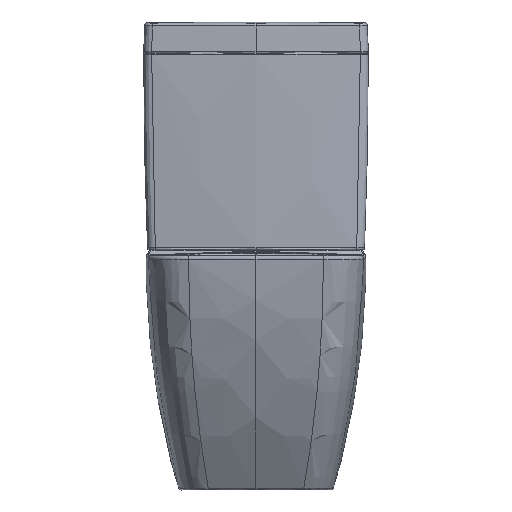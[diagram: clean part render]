
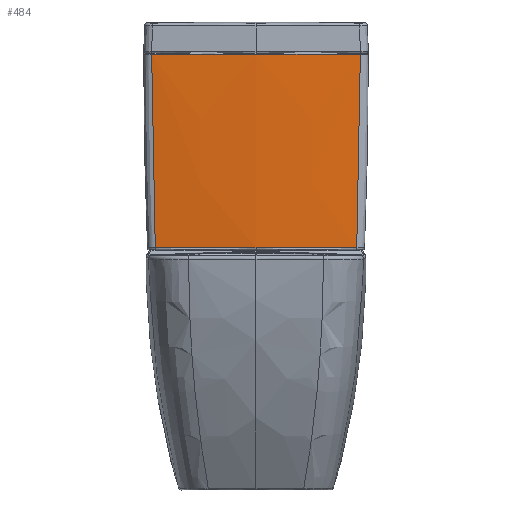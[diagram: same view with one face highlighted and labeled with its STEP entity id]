
A CAD part, front view. The second image highlights one B-rep face of the part: STEP entity #484.
In plain terms, the highlighted free-form (B-spline) face has degree [3, 3] with [4, 7] control points.
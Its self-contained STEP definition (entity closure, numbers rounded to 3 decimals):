
#242=B_SPLINE_SURFACE_WITH_KNOTS('',3,3,((#36361,#36362,#36363,#36364,#36365,
#36366,#36367),(#36368,#36369,#36370,#36371,#36372,#36373,#36374),(#36375,
#36376,#36377,#36378,#36379,#36380,#36381),(#36382,#36383,#36384,#36385,
#36386,#36387,#36388)),.UNSPECIFIED.,.F.,.F.,.F.,(4,4),(4,1,1,1,4),(0.,
1.),(0.,0.25,0.5,0.75,1.),.UNSPECIFIED.);
#484=ADVANCED_FACE('',(#829),#242,.F.);
#829=FACE_OUTER_BOUND('',#1090,.T.);
#1090=EDGE_LOOP('',(#2445,#2446,#2447,#2448,#2449));
#2445=ORIENTED_EDGE('',*,*,#3456,.T.);
#2446=ORIENTED_EDGE('',*,*,#3457,.T.);
#2447=ORIENTED_EDGE('',*,*,#3458,.T.);
#2448=ORIENTED_EDGE('',*,*,#3460,.T.);
#2449=ORIENTED_EDGE('',*,*,#3461,.T.);
#2745=VERTEX_POINT('',#33979);
#2746=VERTEX_POINT('',#34000);
#2843=VERTEX_POINT('',#36151);
#2844=VERTEX_POINT('',#36198);
#2845=VERTEX_POINT('',#36328);
#3456=EDGE_CURVE('',#2745,#2843,#3933,.T.);
#3457=EDGE_CURVE('',#2843,#2844,#3934,.T.);
#3458=EDGE_CURVE('',#2844,#2746,#3935,.T.);
#3460=EDGE_CURVE('',#2746,#2845,#3936,.T.);
#3461=EDGE_CURVE('',#2845,#2745,#3937,.T.);
#3933=B_SPLINE_CURVE_WITH_KNOTS('',3,(#36252,#36253,#36254,#36255,#36256,
#36257,#36258,#36259,#36260,#36261,#36262,#36263,#36264),.UNSPECIFIED.,
 .F.,.F.,(4,2,1,1,1,2,2,4),(0.,0.25,0.375,0.438,
0.469,0.484,0.5,1.),.UNSPECIFIED.);
#3934=B_SPLINE_CURVE_WITH_KNOTS('',3,(#36277,#36278,#36279,#36280,#36281,
#36282),.UNSPECIFIED.,.F.,.F.,(4,2,4),(0.,0.5,1.),.UNSPECIFIED.);
#3935=B_SPLINE_CURVE_WITH_KNOTS('',3,(#36301,#36302,#36303,#36304,#36305,
#36306,#36307,#36308,#36309,#36310,#36311,#36312,#36313,#36314),
 .UNSPECIFIED.,.F.,.F.,(4,2,2,1,1,2,2,4),(0.,0.25,0.375,
0.437,0.469,0.484,0.5,
1.),.UNSPECIFIED.);
#3936=B_SPLINE_CURVE_WITH_KNOTS('',3,(#36329,#36330,#36331,#36332),
 .UNSPECIFIED.,.F.,.F.,(4,4),(0.,1.),.UNSPECIFIED.);
#3937=B_SPLINE_CURVE_WITH_KNOTS('',3,(#36345,#36346,#36347,#36348),
 .UNSPECIFIED.,.F.,.F.,(4,4),(0.,1.),.UNSPECIFIED.);
#33979=CARTESIAN_POINT('',(171.895,-129.363,9.341));
#34000=CARTESIAN_POINT('',(-171.895,-129.363,9.341));
#36151=CARTESIAN_POINT('',(178.016,-139.153,339.453));
#36198=CARTESIAN_POINT('',(-178.018,-139.154,339.453));
#36252=CARTESIAN_POINT('',(171.895,-129.363,9.341));
#36253=CARTESIAN_POINT('',(172.981,-130.157,36.27));
#36254=CARTESIAN_POINT('',(173.936,-130.961,63.487));
#36255=CARTESIAN_POINT('',(175.156,-132.182,104.744));
#36256=CARTESIAN_POINT('',(175.714,-132.796,125.479));
#36257=CARTESIAN_POINT('',(176.268,-133.518,149.859));
#36258=CARTESIAN_POINT('',(176.521,-133.881,162.096));
#36259=CARTESIAN_POINT('',(176.624,-134.037,167.351));
#36260=CARTESIAN_POINT('',(176.691,-134.141,170.856));
#36261=CARTESIAN_POINT('',(176.725,-134.194,172.648));
#36262=CARTESIAN_POINT('',(177.777,-135.874,229.269));
#36263=CARTESIAN_POINT('',(178.201,-137.51,284.303));
#36264=CARTESIAN_POINT('',(178.016,-139.153,339.453));
#36277=CARTESIAN_POINT('',(178.016,-139.153,339.453));
#36278=CARTESIAN_POINT('',(118.862,-144.881,339.457));
#36279=CARTESIAN_POINT('',(59.43,-147.704,339.451));
#36280=CARTESIAN_POINT('',(-59.433,-147.723,339.454));
#36281=CARTESIAN_POINT('',(-118.864,-144.888,339.458));
#36282=CARTESIAN_POINT('',(-178.018,-139.154,339.453));
#36301=CARTESIAN_POINT('',(-178.018,-139.154,339.453));
#36302=CARTESIAN_POINT('',(-178.11,-138.332,311.876));
#36303=CARTESIAN_POINT('',(-178.05,-137.512,284.328));
#36304=CARTESIAN_POINT('',(-177.734,-136.285,243.055));
#36305=CARTESIAN_POINT('',(-177.592,-135.876,229.306));
#36306=CARTESIAN_POINT('',(-177.321,-135.264,208.693));
#36307=CARTESIAN_POINT('',(-177.172,-134.958,198.39));
#36308=CARTESIAN_POINT('',(-176.973,-134.601,186.375));
#36309=CARTESIAN_POINT('',(-176.883,-134.449,181.227));
#36310=CARTESIAN_POINT('',(-176.821,-134.347,177.795));
#36311=CARTESIAN_POINT('',(-176.791,-134.297,176.119));
#36312=CARTESIAN_POINT('',(-175.715,-132.579,118.205));
#36313=CARTESIAN_POINT('',(-174.067,-130.951,63.193));
#36314=CARTESIAN_POINT('',(-171.895,-129.363,9.341));
#36328=CARTESIAN_POINT('',(0.,-139.616,9.389));
#36329=CARTESIAN_POINT('',(-171.895,-129.363,9.341));
#36330=CARTESIAN_POINT('',(-113.694,-136.321,9.373));
#36331=CARTESIAN_POINT('',(-56.252,-139.616,9.389));
#36332=CARTESIAN_POINT('',(0.,-139.616,9.389));
#36345=CARTESIAN_POINT('',(0.,-139.616,9.389));
#36346=CARTESIAN_POINT('',(55.92,-139.615,9.389));
#36347=CARTESIAN_POINT('',(113.365,-136.36,9.373));
#36348=CARTESIAN_POINT('',(171.895,-129.363,9.341));
#36361=CARTESIAN_POINT('',(191.621,-137.852,341.704));
#36362=CARTESIAN_POINT('',(159.799,-141.171,341.706));
#36363=CARTESIAN_POINT('',(95.983,-146.125,341.706));
#36364=CARTESIAN_POINT('',(0.,-148.583,341.702));
#36365=CARTESIAN_POINT('',(-95.984,-146.156,341.71));
#36366=CARTESIAN_POINT('',(-159.799,-141.171,341.706));
#36367=CARTESIAN_POINT('',(-191.621,-137.852,341.703));
#36368=CARTESIAN_POINT('',(191.947,-134.423,229.275));
#36369=CARTESIAN_POINT('',(160.09,-137.957,229.277));
#36370=CARTESIAN_POINT('',(96.173,-143.248,229.277));
#36371=CARTESIAN_POINT('',(0.,-145.886,229.274));
#36372=CARTESIAN_POINT('',(-96.174,-143.268,229.28));
#36373=CARTESIAN_POINT('',(-160.09,-137.957,229.277));
#36374=CARTESIAN_POINT('',(-191.947,-134.423,229.275));
#36375=CARTESIAN_POINT('',(189.714,-130.993,116.84));
#36376=CARTESIAN_POINT('',(158.247,-134.743,116.841));
#36377=CARTESIAN_POINT('',(95.085,-140.371,116.841));
#36378=CARTESIAN_POINT('',(0.,-143.189,116.84));
#36379=CARTESIAN_POINT('',(-95.085,-140.381,116.842));
#36380=CARTESIAN_POINT('',(-158.247,-134.743,116.841));
#36381=CARTESIAN_POINT('',(-189.714,-130.993,116.84));
#36382=CARTESIAN_POINT('',(184.971,-127.567,4.512));
#36383=CARTESIAN_POINT('',(154.313,-131.532,4.512));
#36384=CARTESIAN_POINT('',(92.74,-137.496,4.512));
#36385=CARTESIAN_POINT('',(0.,-140.496,4.512));
#36386=CARTESIAN_POINT('',(-92.741,-137.496,4.512));
#36387=CARTESIAN_POINT('',(-154.313,-131.532,4.512));
#36388=CARTESIAN_POINT('',(-184.971,-127.567,4.512));
